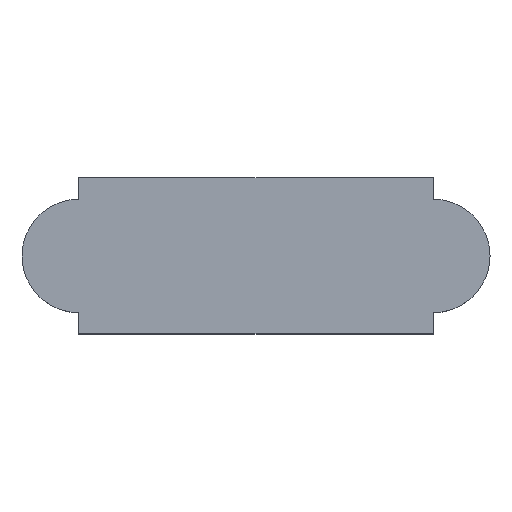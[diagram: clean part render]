
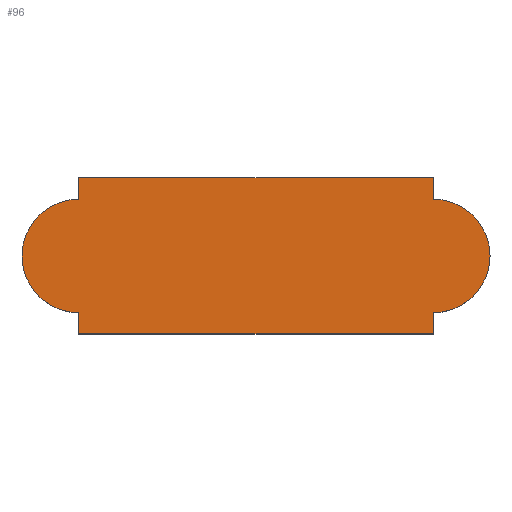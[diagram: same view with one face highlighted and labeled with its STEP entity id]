
A CAD part, top view. The second image highlights one B-rep face of the part: STEP entity #96.
In plain terms, the highlighted planar face has unit normal (0, 0, 1).
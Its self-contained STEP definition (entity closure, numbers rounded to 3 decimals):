
#9 = VERTEX_POINT ( 'NONE', #295 ) ;
#13 = DIRECTION ( 'NONE',  ( 1., 0., 0. ) ) ;
#21 = ORIENTED_EDGE ( 'NONE', *, *, #217, .T. ) ;
#27 = EDGE_CURVE ( 'NONE', #121, #120, #39, .T. ) ;
#32 = CIRCLE ( 'NONE', #168, 20. ) ;
#38 = LINE ( 'NONE', #361, #138 ) ;
#39 = LINE ( 'NONE', #98, #355 ) ;
#40 = EDGE_CURVE ( 'NONE', #333, #335, #46, .T. ) ;
#42 = DIRECTION ( 'NONE',  ( 0., -1., 0. ) ) ;
#46 = LINE ( 'NONE', #299, #282 ) ;
#51 = VERTEX_POINT ( 'NONE', #329 ) ;
#56 = EDGE_CURVE ( 'NONE', #51, #121, #32, .T. ) ;
#57 = LINE ( 'NONE', #84, #79 ) ;
#59 = DIRECTION ( 'NONE',  ( -1., 0., 0. ) ) ;
#63 = CARTESIAN_POINT ( 'NONE',  ( 62.5, 0., 20. ) ) ;
#67 = DIRECTION ( 'NONE',  ( 0., 0., 1. ) ) ;
#68 = CARTESIAN_POINT ( 'NONE',  ( 62.5, 20., 20. ) ) ;
#69 = DIRECTION ( 'NONE',  ( 0., 0., 1. ) ) ;
#72 = CARTESIAN_POINT ( 'NONE',  ( 62.5, -20., 20. ) ) ;
#76 = ORIENTED_EDGE ( 'NONE', *, *, #78, .T. ) ;
#78 = EDGE_CURVE ( 'NONE', #278, #51, #246, .T. ) ;
#79 = VECTOR ( 'NONE', #320, 1000. ) ;
#83 = DIRECTION ( 'NONE',  ( 0., -1., 0. ) ) ;
#84 = CARTESIAN_POINT ( 'NONE',  ( -62.5, -27.5, 20. ) ) ;
#92 = EDGE_LOOP ( 'NONE', ( #151, #304, #362, #21, #102, #76, #356, #196, #197 ) ) ;
#96 = ADVANCED_FACE ( 'NONE', ( #244 ), #331, .T. ) ;
#98 = CARTESIAN_POINT ( 'NONE',  ( -62.5, -20., 20. ) ) ;
#101 = CARTESIAN_POINT ( 'NONE',  ( -62.5, 20., 20. ) ) ;
#102 = ORIENTED_EDGE ( 'NONE', *, *, #177, .T. ) ;
#104 = VERTEX_POINT ( 'NONE', #273 ) ;
#105 = CARTESIAN_POINT ( 'NONE',  ( -62.5, 0., 20. ) ) ;
#116 = CIRCLE ( 'NONE', #204, 20. ) ;
#117 = CARTESIAN_POINT ( 'NONE',  ( -62.5, -27.5, 20. ) ) ;
#120 = VERTEX_POINT ( 'NONE', #117 ) ;
#121 = VERTEX_POINT ( 'NONE', #207 ) ;
#138 = VECTOR ( 'NONE', #153, 1000. ) ;
#147 = LINE ( 'NONE', #236, #308 ) ;
#148 = EDGE_CURVE ( 'NONE', #120, #333, #57, .T. ) ;
#151 = ORIENTED_EDGE ( 'NONE', *, *, #40, .T. ) ;
#153 = DIRECTION ( 'NONE',  ( 0., 1., 0. ) ) ;
#154 = DIRECTION ( 'NONE',  ( 0., 1., 0. ) ) ;
#166 = AXIS2_PLACEMENT_3D ( 'NONE', #228, #188, #13 ) ;
#168 = AXIS2_PLACEMENT_3D ( 'NONE', #220, #67, #291 ) ;
#177 = EDGE_CURVE ( 'NONE', #104, #278, #318, .T. ) ;
#188 = DIRECTION ( 'NONE',  ( 0., 0., 1. ) ) ;
#190 = DIRECTION ( 'NONE',  ( 1., 0., 0. ) ) ;
#196 = ORIENTED_EDGE ( 'NONE', *, *, #27, .T. ) ;
#197 = ORIENTED_EDGE ( 'NONE', *, *, #148, .T. ) ;
#204 = AXIS2_PLACEMENT_3D ( 'NONE', #63, #334, #294 ) ;
#207 = CARTESIAN_POINT ( 'NONE',  ( -62.5, -20., 20. ) ) ;
#217 = EDGE_CURVE ( 'NONE', #9, #104, #147, .T. ) ;
#220 = CARTESIAN_POINT ( 'NONE',  ( -62.5, 0., 20. ) ) ;
#228 = CARTESIAN_POINT ( 'NONE',  ( -62.5, 0., 20. ) ) ;
#236 = CARTESIAN_POINT ( 'NONE',  ( -62.5, 27.5, 20. ) ) ;
#244 = FACE_OUTER_BOUND ( 'NONE', #92, .T. ) ;
#246 = CIRCLE ( 'NONE', #166, 20. ) ;
#253 = VERTEX_POINT ( 'NONE', #68 ) ;
#258 = CARTESIAN_POINT ( 'NONE',  ( -62.5, 27.5, 20. ) ) ;
#273 = CARTESIAN_POINT ( 'NONE',  ( -62.5, 27.5, 20. ) ) ;
#275 = CARTESIAN_POINT ( 'NONE',  ( 62.5, -27.5, 20. ) ) ;
#278 = VERTEX_POINT ( 'NONE', #101 ) ;
#279 = VECTOR ( 'NONE', #83, 1000. ) ;
#282 = VECTOR ( 'NONE', #154, 1000. ) ;
#290 = EDGE_CURVE ( 'NONE', #335, #253, #116, .T. ) ;
#291 = DIRECTION ( 'NONE',  ( 1., 0., 0. ) ) ;
#294 = DIRECTION ( 'NONE',  ( -1., 0., 0. ) ) ;
#295 = CARTESIAN_POINT ( 'NONE',  ( 62.5, 27.5, 20. ) ) ;
#299 = CARTESIAN_POINT ( 'NONE',  ( 62.5, -20., 20. ) ) ;
#304 = ORIENTED_EDGE ( 'NONE', *, *, #290, .T. ) ;
#308 = VECTOR ( 'NONE', #59, 1000. ) ;
#315 = AXIS2_PLACEMENT_3D ( 'NONE', #105, #69, #190 ) ;
#318 = LINE ( 'NONE', #258, #279 ) ;
#320 = DIRECTION ( 'NONE',  ( 1., 0., 0. ) ) ;
#322 = EDGE_CURVE ( 'NONE', #253, #9, #38, .T. ) ;
#329 = CARTESIAN_POINT ( 'NONE',  ( -82.5, 0., 20. ) ) ;
#331 = PLANE ( 'NONE',  #315 ) ;
#333 = VERTEX_POINT ( 'NONE', #275 ) ;
#334 = DIRECTION ( 'NONE',  ( 0., 0., 1. ) ) ;
#335 = VERTEX_POINT ( 'NONE', #72 ) ;
#355 = VECTOR ( 'NONE', #42, 1000. ) ;
#356 = ORIENTED_EDGE ( 'NONE', *, *, #56, .T. ) ;
#361 = CARTESIAN_POINT ( 'NONE',  ( 62.5, 27.5, 20. ) ) ;
#362 = ORIENTED_EDGE ( 'NONE', *, *, #322, .T. ) ;
